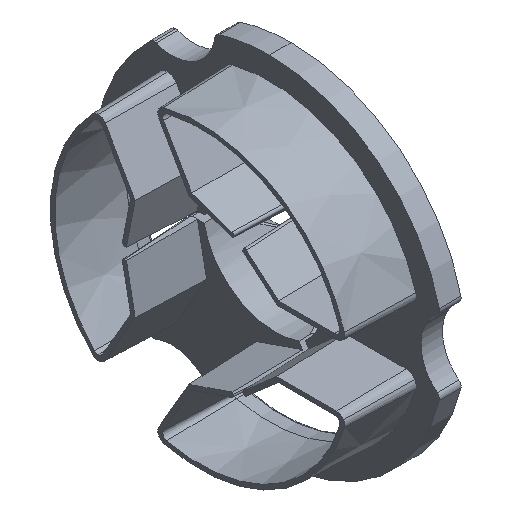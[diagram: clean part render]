
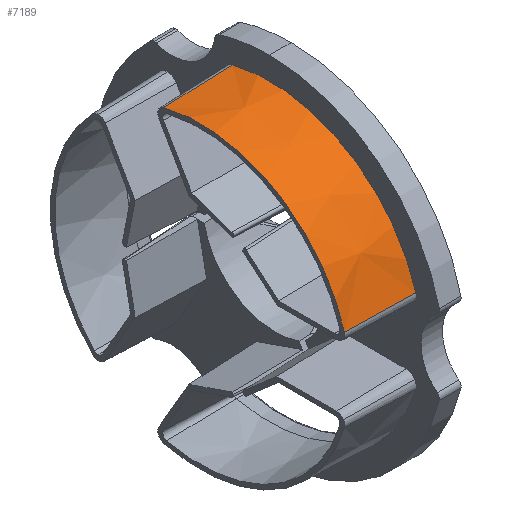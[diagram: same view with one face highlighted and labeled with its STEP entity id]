
A CAD part, isometric view. The second image highlights one B-rep face of the part: STEP entity #7189.
In plain terms, the highlighted conical face has half-angle 1.8 degrees and reference radius 10.55 mm.
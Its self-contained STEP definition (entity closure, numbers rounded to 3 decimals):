
#44 = ORIENTED_EDGE ( 'NONE', *, *, #3220, .F. ) ;
#67 = VECTOR ( 'NONE', #4378, 1000. ) ;
#264 = LINE ( 'NONE', #900, #67 ) ;
#391 = CONICAL_SURFACE ( 'NONE', #6546, 10.55, 0.031 ) ;
#570 = CARTESIAN_POINT ( 'NONE',  ( 0., -10.146, 2.892 ) ) ;
#792 = CIRCLE ( 'NONE', #5496, 10.55 ) ;
#832 = CARTESIAN_POINT ( 'NONE',  ( 0., 2.569, 10.233 ) ) ;
#900 = CARTESIAN_POINT ( 'NONE',  ( 0., 2.569, 10.233 ) ) ;
#930 = CIRCLE ( 'NONE', #6129, 10.399 ) ;
#1393 = FACE_OUTER_BOUND ( 'NONE', #2145, .T. ) ;
#1852 = CARTESIAN_POINT ( 'NONE',  ( -4.8, 0., 0. ) ) ;
#1918 = VERTEX_POINT ( 'NONE', #570 ) ;
#2145 = EDGE_LOOP ( 'NONE', ( #2821, #44, #7487, #2812 ) ) ;
#2385 = LINE ( 'NONE', #6055, #6970 ) ;
#2812 = ORIENTED_EDGE ( 'NONE', *, *, #6003, .T. ) ;
#2821 = ORIENTED_EDGE ( 'NONE', *, *, #3179, .T. ) ;
#3031 = DIRECTION ( 'NONE',  ( 0., 0., -1. ) ) ;
#3109 = DIRECTION ( 'NONE',  ( 1., -0.03, 0.009 ) ) ;
#3130 = VERTEX_POINT ( 'NONE', #4383 ) ;
#3179 = EDGE_CURVE ( 'NONE', #1918, #7210, #792, .T. ) ;
#3220 = EDGE_CURVE ( 'NONE', #3130, #7210, #264, .T. ) ;
#3254 = DIRECTION ( 'NONE',  ( -1., 0., 0. ) ) ;
#3784 = CARTESIAN_POINT ( 'NONE',  ( 0., 0., 0. ) ) ;
#4378 = DIRECTION ( 'NONE',  ( 1., 0.008, 0.03 ) ) ;
#4382 = DIRECTION ( 'NONE',  ( 1., 0., 0. ) ) ;
#4383 = CARTESIAN_POINT ( 'NONE',  ( -4.8, 2.532, 10.086 ) ) ;
#4525 = VERTEX_POINT ( 'NONE', #6952 ) ;
#4991 = CARTESIAN_POINT ( 'NONE',  ( 0., 0., 0. ) ) ;
#5496 = AXIS2_PLACEMENT_3D ( 'NONE', #4991, #3254, #6736 ) ;
#5899 = EDGE_CURVE ( 'NONE', #4525, #3130, #930, .T. ) ;
#6003 = EDGE_CURVE ( 'NONE', #4525, #1918, #2385, .T. ) ;
#6055 = CARTESIAN_POINT ( 'NONE',  ( 0., -10.146, 2.892 ) ) ;
#6129 = AXIS2_PLACEMENT_3D ( 'NONE', #1852, #6401, #3031 ) ;
#6401 = DIRECTION ( 'NONE',  ( -1., 0., 0. ) ) ;
#6546 = AXIS2_PLACEMENT_3D ( 'NONE', #3784, #4382, #6695 ) ;
#6695 = DIRECTION ( 'NONE',  ( 0., -0.866, -0.5 ) ) ;
#6736 = DIRECTION ( 'NONE',  ( 0., -0.866, -0.5 ) ) ;
#6952 = CARTESIAN_POINT ( 'NONE',  ( -4.8, -10.001, 2.851 ) ) ;
#6970 = VECTOR ( 'NONE', #3109, 1000. ) ;
#7189 = ADVANCED_FACE ( 'NONE', ( #1393 ), #391, .T. ) ;
#7210 = VERTEX_POINT ( 'NONE', #832 ) ;
#7487 = ORIENTED_EDGE ( 'NONE', *, *, #5899, .F. ) ;
